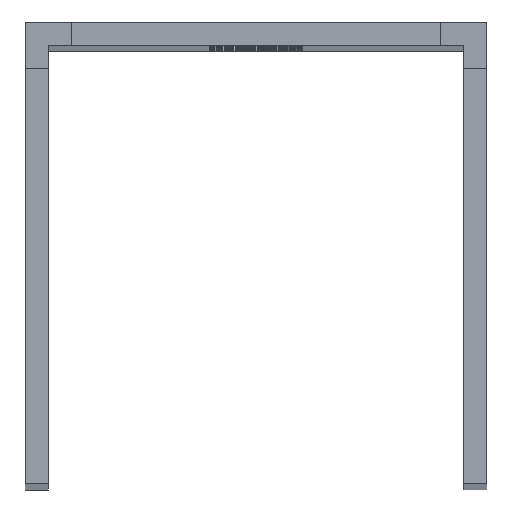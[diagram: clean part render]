
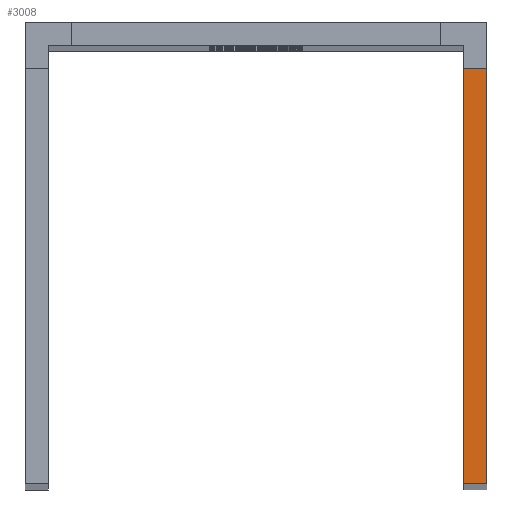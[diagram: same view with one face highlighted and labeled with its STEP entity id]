
A CAD part, top view. The second image highlights one B-rep face of the part: STEP entity #3008.
In plain terms, the highlighted planar face has unit normal (0, 0, 1).
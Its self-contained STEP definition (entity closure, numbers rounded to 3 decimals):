
#383=FACE_OUTER_BOUND('',#581,.T.);
#581=EDGE_LOOP('',(#2622,#2623,#2624,#2625));
#591=LINE('',#4110,#879);
#700=LINE('',#4487,#988);
#705=LINE('',#4496,#993);
#872=LINE('',#4909,#1160);
#879=VECTOR('',#3303,10.);
#988=VECTOR('',#3582,10.);
#993=VECTOR('',#3589,10.);
#1160=VECTOR('',#4082,10.);
#1166=VERTEX_POINT('',#4106);
#1168=VERTEX_POINT('',#4109);
#1351=VERTEX_POINT('',#4485);
#1354=VERTEX_POINT('',#4494);
#1439=EDGE_CURVE('',#1168,#1166,#591,.T.);
#1628=EDGE_CURVE('',#1166,#1351,#700,.T.);
#1633=EDGE_CURVE('',#1351,#1354,#705,.T.);
#1840=EDGE_CURVE('',#1354,#1168,#872,.T.);
#2622=ORIENTED_EDGE('',*,*,#1628,.T.);
#2623=ORIENTED_EDGE('',*,*,#1633,.T.);
#2624=ORIENTED_EDGE('',*,*,#1840,.T.);
#2625=ORIENTED_EDGE('',*,*,#1439,.T.);
#2731=PLANE('',#3289);
#3008=ADVANCED_FACE('',(#383),#2731,.T.);
#3289=AXIS2_PLACEMENT_3D('',#4908,#4080,#4081);
#3303=DIRECTION('',(0.,1.,0.));
#3582=DIRECTION('',(-1.,0.,0.));
#3589=DIRECTION('',(0.,-1.,0.));
#4080=DIRECTION('center_axis',(0.,0.,1.));
#4081=DIRECTION('ref_axis',(1.,0.,0.));
#4082=DIRECTION('',(1.,0.,0.));
#4106=CARTESIAN_POINT('',(50.,45.,400.));
#4109=CARTESIAN_POINT('',(50.,0.,400.));
#4110=CARTESIAN_POINT('',(50.,140.407,400.));
#4485=CARTESIAN_POINT('',(47.5,45.,400.));
#4487=CARTESIAN_POINT('',(47.906,45.,400.));
#4494=CARTESIAN_POINT('',(47.5,0.,400.));
#4496=CARTESIAN_POINT('',(47.5,140.407,400.));
#4908=CARTESIAN_POINT('Origin',(5.,50.,400.));
#4909=CARTESIAN_POINT('',(47.5,0.,400.));
